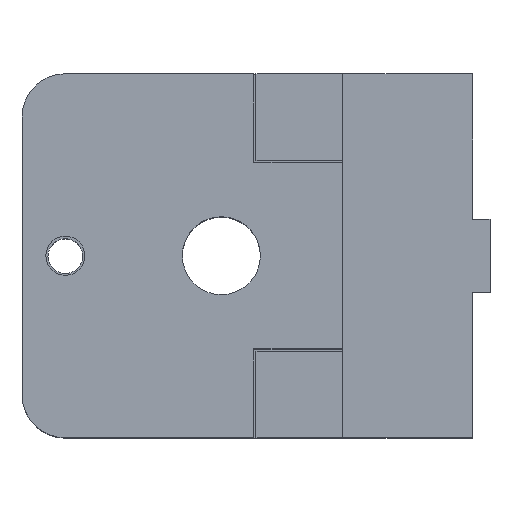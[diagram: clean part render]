
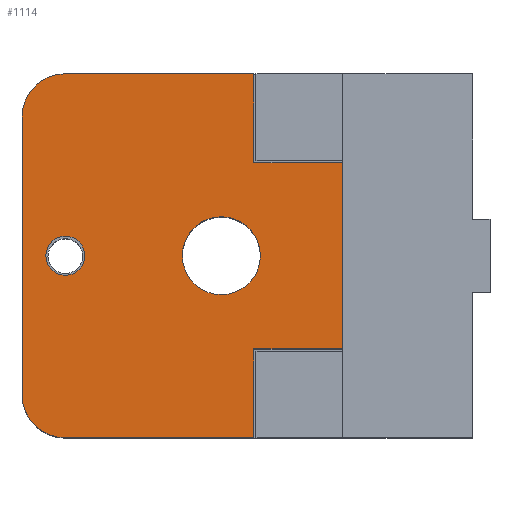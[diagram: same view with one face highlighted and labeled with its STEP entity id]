
A CAD part, top view. The second image highlights one B-rep face of the part: STEP entity #1114.
In plain terms, the highlighted planar face has unit normal (0, 0, 1).
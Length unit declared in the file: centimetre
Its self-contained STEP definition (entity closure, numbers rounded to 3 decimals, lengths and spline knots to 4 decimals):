
#85=FACE_BOUND('',#316,.T.);
#86=FACE_BOUND('',#317,.T.);
#120=CIRCLE('',#1202,0.45);
#123=CIRCLE('',#1207,0.5);
#127=CIRCLE('',#1214,0.5);
#128=CIRCLE('',#1223,0.225);
#209=FACE_OUTER_BOUND('',#315,.T.);
#315=EDGE_LOOP('',(#1004,#1005,#1006,#1007,#1008,#1009,#1010,#1011,#1012,
#1013));
#316=EDGE_LOOP('',(#1014));
#317=EDGE_LOOP('',(#1015));
#390=LINE('',#1795,#484);
#399=LINE('',#1821,#493);
#402=LINE('',#1826,#496);
#404=LINE('',#1829,#498);
#406=LINE('',#1833,#500);
#407=LINE('',#1837,#501);
#410=LINE('',#1841,#504);
#411=LINE('',#1843,#505);
#484=VECTOR('',#1485,3.2);
#493=VECTOR('',#1506,1.025);
#496=VECTOR('',#1511,1.025);
#498=VECTOR('',#1515,2.175);
#500=VECTOR('',#1519,2.15);
#501=VECTOR('',#1522,1.025);
#504=VECTOR('',#1527,1.025);
#505=VECTOR('',#1530,2.175);
#583=VERTEX_POINT('',#1774);
#586=VERTEX_POINT('',#1782);
#587=VERTEX_POINT('',#1783);
#591=VERTEX_POINT('',#1793);
#600=VERTEX_POINT('',#1815);
#601=VERTEX_POINT('',#1819);
#602=VERTEX_POINT('',#1820);
#603=VERTEX_POINT('',#1825);
#604=VERTEX_POINT('',#1831);
#605=VERTEX_POINT('',#1835);
#606=VERTEX_POINT('',#1836);
#607=VERTEX_POINT('',#1845);
#709=EDGE_CURVE('',#583,#583,#120,.T.);
#712=EDGE_CURVE('',#586,#587,#123,.T.);
#718=EDGE_CURVE('',#591,#586,#390,.T.);
#728=EDGE_CURVE('',#600,#591,#127,.T.);
#730=EDGE_CURVE('',#601,#602,#399,.T.);
#733=EDGE_CURVE('',#603,#601,#402,.T.);
#735=EDGE_CURVE('',#603,#600,#404,.T.);
#737=EDGE_CURVE('',#604,#602,#406,.T.);
#738=EDGE_CURVE('',#605,#606,#407,.T.);
#741=EDGE_CURVE('',#604,#605,#410,.T.);
#742=EDGE_CURVE('',#587,#606,#411,.T.);
#743=EDGE_CURVE('',#607,#607,#128,.T.);
#1004=ORIENTED_EDGE('',*,*,#712,.F.);
#1005=ORIENTED_EDGE('',*,*,#718,.F.);
#1006=ORIENTED_EDGE('',*,*,#728,.F.);
#1007=ORIENTED_EDGE('',*,*,#735,.F.);
#1008=ORIENTED_EDGE('',*,*,#733,.T.);
#1009=ORIENTED_EDGE('',*,*,#730,.T.);
#1010=ORIENTED_EDGE('',*,*,#737,.F.);
#1011=ORIENTED_EDGE('',*,*,#741,.T.);
#1012=ORIENTED_EDGE('',*,*,#738,.T.);
#1013=ORIENTED_EDGE('',*,*,#742,.F.);
#1014=ORIENTED_EDGE('',*,*,#709,.T.);
#1015=ORIENTED_EDGE('',*,*,#743,.T.);
#1054=PLANE('',#1224);
#1114=ADVANCED_FACE('',(#209,#85,#86),#1054,.T.);
#1202=AXIS2_PLACEMENT_3D('',#1775,#1465,#1466);
#1207=AXIS2_PLACEMENT_3D('',#1784,#1475,#1476);
#1214=AXIS2_PLACEMENT_3D('',#1816,#1501,#1502);
#1223=AXIS2_PLACEMENT_3D('',#1846,#1533,#1534);
#1224=AXIS2_PLACEMENT_3D('',#1847,#1535,#1536);
#1465=DIRECTION('center_axis',(0.,0.,-1.));
#1466=DIRECTION('ref_axis',(-1.,0.,0.));
#1475=DIRECTION('center_axis',(0.,0.,-1.));
#1476=DIRECTION('ref_axis',(-0.707,0.707,0.));
#1485=DIRECTION('',(0.,1.,0.));
#1501=DIRECTION('center_axis',(0.,0.,-1.));
#1502=DIRECTION('ref_axis',(-0.707,-0.707,0.));
#1506=DIRECTION('',(1.,0.,0.));
#1511=DIRECTION('',(0.,1.,0.));
#1515=DIRECTION('',(-1.,0.,0.));
#1519=DIRECTION('',(0.,-1.,0.));
#1522=DIRECTION('',(0.,1.,0.));
#1527=DIRECTION('',(-1.,0.,0.));
#1530=DIRECTION('',(1.,0.,0.));
#1533=DIRECTION('center_axis',(0.,0.,-1.));
#1534=DIRECTION('ref_axis',(0.,-1.,0.));
#1535=DIRECTION('center_axis',(0.,0.,1.));
#1536=DIRECTION('ref_axis',(1.,0.,0.));
#1774=CARTESIAN_POINT('',(5.7,5.5,5.65));
#1775=CARTESIAN_POINT('Origin',(5.25,5.5,5.65));
#1782=CARTESIAN_POINT('',(2.95,7.1,5.65));
#1783=CARTESIAN_POINT('',(3.45,7.6,5.65));
#1784=CARTESIAN_POINT('Origin',(3.45,7.1,5.65));
#1793=CARTESIAN_POINT('',(2.95,3.9,5.65));
#1795=CARTESIAN_POINT('',(2.95,3.9,5.65));
#1815=CARTESIAN_POINT('',(3.45,3.4,5.65));
#1816=CARTESIAN_POINT('Origin',(3.45,3.9,5.65));
#1819=CARTESIAN_POINT('',(5.625,4.425,5.65));
#1820=CARTESIAN_POINT('',(6.65,4.425,5.65));
#1821=CARTESIAN_POINT('',(5.625,4.425,5.65));
#1825=CARTESIAN_POINT('',(5.625,3.4,5.65));
#1826=CARTESIAN_POINT('',(5.625,3.4,5.65));
#1829=CARTESIAN_POINT('',(5.625,3.4,5.65));
#1831=CARTESIAN_POINT('',(6.65,6.575,5.65));
#1833=CARTESIAN_POINT('',(6.65,6.575,5.65));
#1835=CARTESIAN_POINT('',(5.625,6.575,5.65));
#1836=CARTESIAN_POINT('',(5.625,7.6,5.65));
#1837=CARTESIAN_POINT('',(5.625,6.575,5.65));
#1841=CARTESIAN_POINT('',(6.65,6.575,5.65));
#1843=CARTESIAN_POINT('',(3.45,7.6,5.65));
#1845=CARTESIAN_POINT('',(3.45,5.725,5.65));
#1846=CARTESIAN_POINT('Origin',(3.45,5.5,5.65));
#1847=CARTESIAN_POINT('Origin',(4.8,5.5,5.65));
